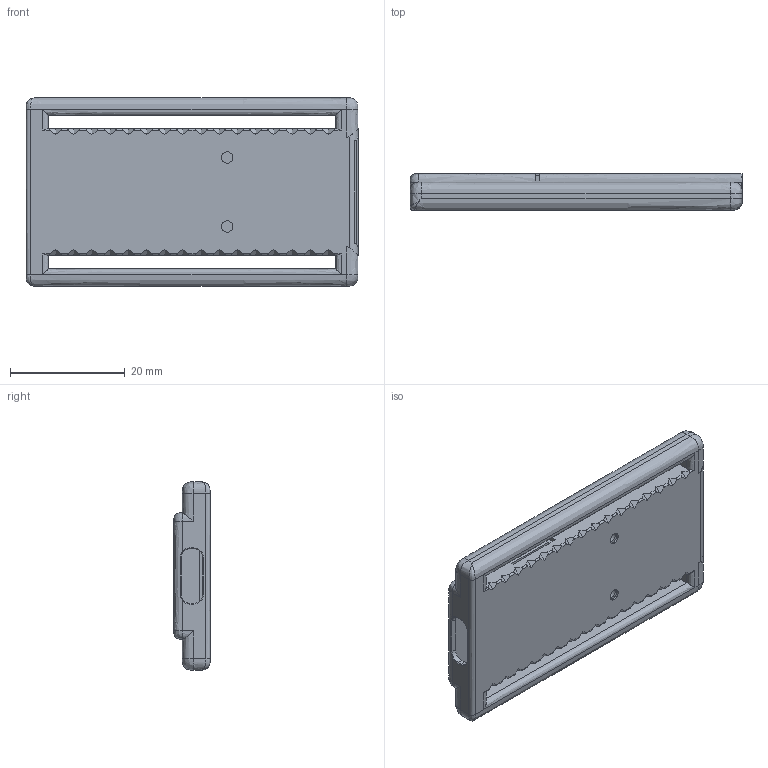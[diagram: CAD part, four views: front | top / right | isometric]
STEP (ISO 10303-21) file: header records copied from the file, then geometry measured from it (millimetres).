
FILE_DESCRIPTION (( 'STEP AP214' ), '1' );
FILE_NAME ('FuiminiCase.STEP', '2024-11-04T19:51:17', ( '' ), ( '' ), 'MPSTEP 2.0', 'Macroplastics Offline CAD Suite', '' );
FILE_SCHEMA (( 'UwU' ));
Length unit declared in the file: millimetre
Products named in the file (1): FuiminiCase
Bounding box: 57.8 x 6.36 x 32.8 mm (x, y, z)
Volume: 4380.8 mm3; surface area: 9168.1 mm2
Topology: 2 solids, 2 shells, 379 faces, 1077 edges, 696 vertices
Faces by surface type: plane 251, cylinder 85, bspline 39, cone 4
Entity records: 16425 total; most frequent: CARTESIAN_POINT 7490, ORIENTED_EDGE 2150, DIRECTION 1431, EDGE_CURVE 1075, VERTEX_POINT 696, LINE 669, VECTOR 669, EDGE_LOOP 393
